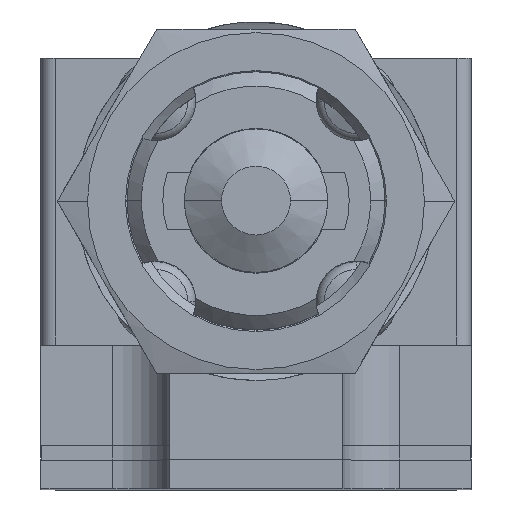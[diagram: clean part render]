
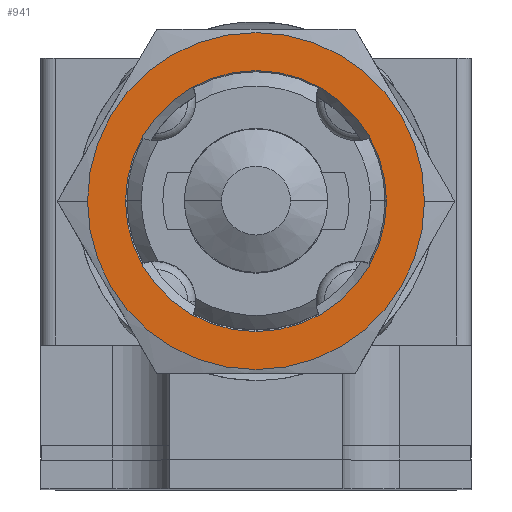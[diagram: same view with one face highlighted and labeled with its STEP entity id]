
A CAD part, top view. The second image highlights one B-rep face of the part: STEP entity #941.
In plain terms, the highlighted planar face has unit normal (0, 0, 1).
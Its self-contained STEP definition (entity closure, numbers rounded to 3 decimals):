
#941=ADVANCED_FACE('',(#2097,#2098),#2099,.T.);
#2097=FACE_OUTER_BOUND('',#3487,.T.);
#2098=FACE_BOUND('',#3488,.T.);
#2099=PLANE('',#3489);
#3487=EDGE_LOOP('',(#6174,#6175));
#3488=EDGE_LOOP('',(#6176,#6177));
#3489=AXIS2_PLACEMENT_3D('',#6178,#6179,#6180);
#6174=ORIENTED_EDGE('',*,*,#8509,.F.);
#6175=ORIENTED_EDGE('',*,*,#8965,.F.);
#6176=ORIENTED_EDGE('',*,*,#9152,.T.);
#6177=ORIENTED_EDGE('',*,*,#8410,.T.);
#6178=CARTESIAN_POINT('',(10.425,3.5,86.68));
#6179=DIRECTION('',(0.0,0.0,1.0));
#6180=DIRECTION('',(1.0,-0.0,0.0));
#8410=EDGE_CURVE('',#10142,#10139,#10143,.T.);
#8509=EDGE_CURVE('',#10320,#10323,#10324,.T.);
#8965=EDGE_CURVE('',#10323,#10320,#10979,.T.);
#9152=EDGE_CURVE('',#10139,#10142,#11214,.T.);
#10139=VERTEX_POINT('',#12646);
#10142=VERTEX_POINT('',#12650);
#10143=CIRCLE('',#12651,9.1);
#10320=VERTEX_POINT('',#12962);
#10323=VERTEX_POINT('',#12966);
#10324=CIRCLE('',#12967,11.75);
#10979=CIRCLE('',#13950,11.75);
#11214=CIRCLE('',#14313,9.1);
#12646=CARTESIAN_POINT('',(9.1,3.5,86.68));
#12650=CARTESIAN_POINT('',(-9.1,3.5,86.68));
#12651=AXIS2_PLACEMENT_3D('',#16320,#16321,#16322);
#12962=CARTESIAN_POINT('',(11.75,3.5,86.68));
#12966=CARTESIAN_POINT('',(-11.75,3.5,86.68));
#12967=AXIS2_PLACEMENT_3D('',#16499,#16500,#16501);
#13950=AXIS2_PLACEMENT_3D('',#16941,#16942,#16943);
#14313=AXIS2_PLACEMENT_3D('',#17135,#17136,#17137);
#16320=CARTESIAN_POINT('',(0.0,3.5,86.68));
#16321=DIRECTION('',(0.0,0.0,-1.0));
#16322=DIRECTION('',(1.0,0.,0.0));
#16499=CARTESIAN_POINT('',(0.0,3.5,86.68));
#16500=DIRECTION('',(0.0,0.0,-1.0));
#16501=DIRECTION('',(1.0,0.,0.0));
#16941=CARTESIAN_POINT('',(0.0,3.5,86.68));
#16942=DIRECTION('',(0.0,0.0,-1.0));
#16943=DIRECTION('',(1.0,0.,0.0));
#17135=CARTESIAN_POINT('',(0.0,3.5,86.68));
#17136=DIRECTION('',(0.0,0.0,-1.0));
#17137=DIRECTION('',(1.0,0.,0.0));
